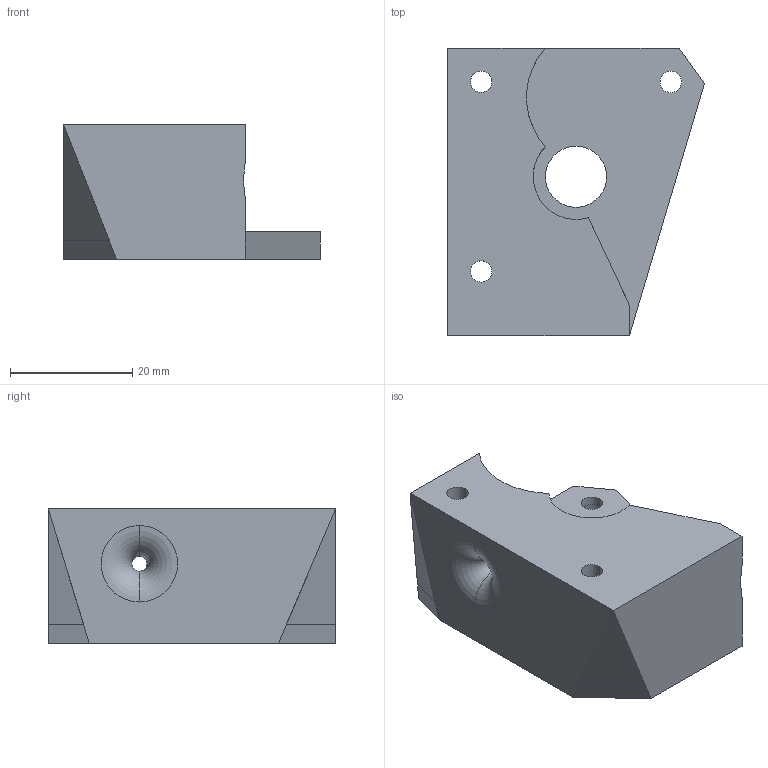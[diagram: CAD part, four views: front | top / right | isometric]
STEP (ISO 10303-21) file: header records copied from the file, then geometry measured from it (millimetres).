
FILE_DESCRIPTION (( 'STEP AP203' ), '1' );
FILE_NAME ('16_extruder corps.STEP', '2016-09-13T09:26:03', ( '' ), ( '' ), 'SwSTEP 2.0', 'SolidWorks 2016', '' );
FILE_SCHEMA (( 'CONFIG_CONTROL_DESIGN' ));
Length unit declared in the file: millimetre
Products named in the file (1): 16_extruder corps
Bounding box: 42 x 47 x 22 mm (x, y, z)
Surface area: 7591.2 mm2 (no closed solid volume)
Topology: 0 solids, 3 shells, 51 faces, 127 edges, 84 vertices
Faces by surface type: cylinder 23, plane 21, torus 4, bspline 3
Entity records: 1802 total; most frequent: CARTESIAN_POINT 480, DIRECTION 265, ORIENTED_EDGE 248, EDGE_CURVE 127, AXIS2_PLACEMENT_3D 101, VERTEX_POINT 84, EDGE_LOOP 65, LINE 63
